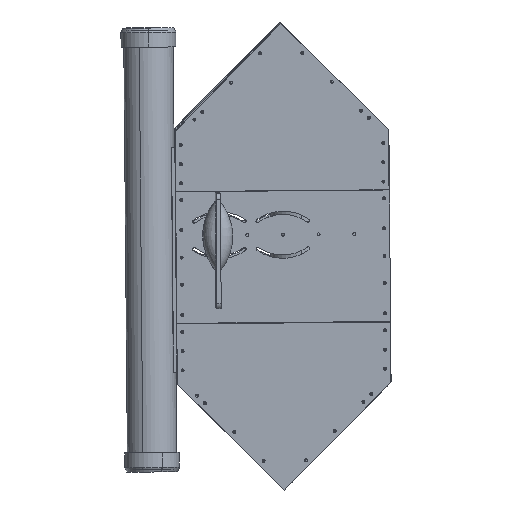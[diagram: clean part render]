
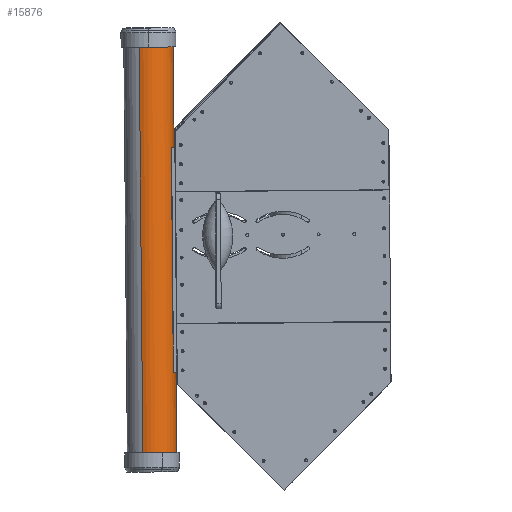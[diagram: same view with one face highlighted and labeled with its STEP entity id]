
A CAD part, left-side view. The second image highlights one B-rep face of the part: STEP entity #15876.
In plain terms, the highlighted cylindrical face has radius 45 mm (diameter 90 mm), a partial arc.
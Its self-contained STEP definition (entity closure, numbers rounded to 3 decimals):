
#282 = CYLINDRICAL_SURFACE ( 'NONE', #3628, 45. ) ;
#335 = EDGE_CURVE ( 'NONE', #9644, #8964, #14163, .T. ) ;
#378 = DIRECTION ( 'NONE',  ( 0., 0., -1. ) ) ;
#407 = DIRECTION ( 'NONE',  ( 0., 0., 1. ) ) ;
#614 = AXIS2_PLACEMENT_3D ( 'NONE', #5125, #3928, #13787 ) ;
#1058 = CARTESIAN_POINT ( 'NONE',  ( 45., 0., 800. ) ) ;
#1498 = CARTESIAN_POINT ( 'NONE',  ( 45., 0., 800. ) ) ;
#1714 = ORIENTED_EDGE ( 'NONE', *, *, #14867, .F. ) ;
#1800 = FACE_OUTER_BOUND ( 'NONE', #9279, .T. ) ;
#2375 = VECTOR ( 'NONE', #9709, 1000. ) ;
#2494 = CARTESIAN_POINT ( 'NONE',  ( 0., 0., 0. ) ) ;
#2775 = LINE ( 'NONE', #7804, #2866 ) ;
#2866 = VECTOR ( 'NONE', #12976, 1000. ) ;
#3628 = AXIS2_PLACEMENT_3D ( 'NONE', #10386, #378, #12742 ) ;
#3928 = DIRECTION ( 'NONE',  ( 0., 0., 1. ) ) ;
#4940 = CARTESIAN_POINT ( 'NONE',  ( -45., 0., 800. ) ) ;
#5125 = CARTESIAN_POINT ( 'NONE',  ( 0., 0., 800. ) ) ;
#5243 = AXIS2_PLACEMENT_3D ( 'NONE', #2494, #407, #10425 ) ;
#5796 = ORIENTED_EDGE ( 'NONE', *, *, #335, .T. ) ;
#6470 = ORIENTED_EDGE ( 'NONE', *, *, #9925, .T. ) ;
#7753 = CARTESIAN_POINT ( 'NONE',  ( 45., 0., 0. ) ) ;
#7804 = CARTESIAN_POINT ( 'NONE',  ( -45., 0., 800. ) ) ;
#7842 = CIRCLE ( 'NONE', #614, 45. ) ;
#8964 = VERTEX_POINT ( 'NONE', #7753 ) ;
#9279 = EDGE_LOOP ( 'NONE', ( #13741, #1714, #6470, #5796 ) ) ;
#9644 = VERTEX_POINT ( 'NONE', #10873 ) ;
#9709 = DIRECTION ( 'NONE',  ( 0., 0., -1. ) ) ;
#9925 = EDGE_CURVE ( 'NONE', #10190, #9644, #2775, .T. ) ;
#10190 = VERTEX_POINT ( 'NONE', #4940 ) ;
#10386 = CARTESIAN_POINT ( 'NONE',  ( 0., 0., 800. ) ) ;
#10425 = DIRECTION ( 'NONE',  ( 1., 0., 0. ) ) ;
#10626 = EDGE_CURVE ( 'NONE', #12670, #8964, #12136, .T. ) ;
#10873 = CARTESIAN_POINT ( 'NONE',  ( -45., 0., 0. ) ) ;
#12136 = LINE ( 'NONE', #1058, #2375 ) ;
#12670 = VERTEX_POINT ( 'NONE', #1498 ) ;
#12742 = DIRECTION ( 'NONE',  ( -1., 0., 0. ) ) ;
#12976 = DIRECTION ( 'NONE',  ( 0., 0., -1. ) ) ;
#13741 = ORIENTED_EDGE ( 'NONE', *, *, #10626, .F. ) ;
#13787 = DIRECTION ( 'NONE',  ( 1., 0., 0. ) ) ;
#14163 = CIRCLE ( 'NONE', #5243, 45. ) ;
#14867 = EDGE_CURVE ( 'NONE', #10190, #12670, #7842, .T. ) ;
#15876 = ADVANCED_FACE ( 'NONE', ( #1800 ), #282, .T. ) ;
